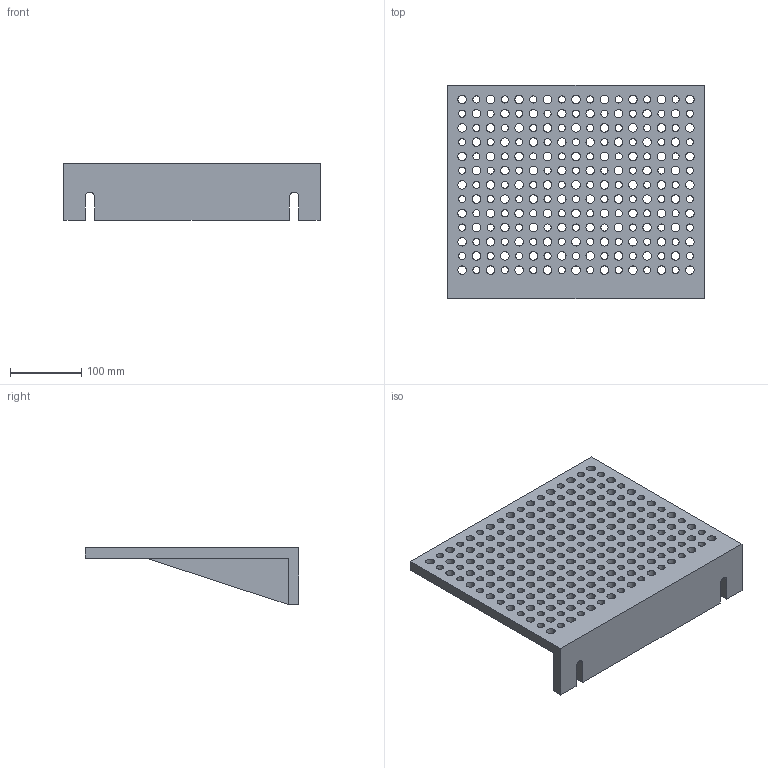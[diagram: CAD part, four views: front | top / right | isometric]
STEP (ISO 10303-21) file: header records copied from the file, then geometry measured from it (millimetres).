
FILE_DESCRIPTION(('produced by SPATIAL CORP'),'2;1');
FILE_NAME( 'WINKEL.hh.sat.stp','2002-04-19T11:15:13+00:00',('SPATIAL CORP'),('SPATIAL CORP'), 'ACIS STEP Husk','http://www.spatial.com','SPATIAL CORP');
FILE_SCHEMA(('CONFIG_CONTROL_DESIGN'));
Length unit declared in the file: millimetre
Products named in the file (1): PRODUCT_ID_1
Bounding box: 360 x 300 x 80 mm (x, y, z)
Volume: 1741558.8 mm3; surface area: 381997.7 mm2
Topology: 1 solids, 1 shells, 466 faces, 1406 edges, 924 vertices
Faces by surface type: cylinder 444, plane 22
Entity records: 13800 total; most frequent: ORIENTED_EDGE 2812, CARTESIAN_POINT 2101, DIRECTION 1864, EDGE_CURVE 1406, VERTEX_POINT 924, EDGE_LOOP 890, FACE_BOUND 890, AXIS2_PLACEMENT_3D 687
